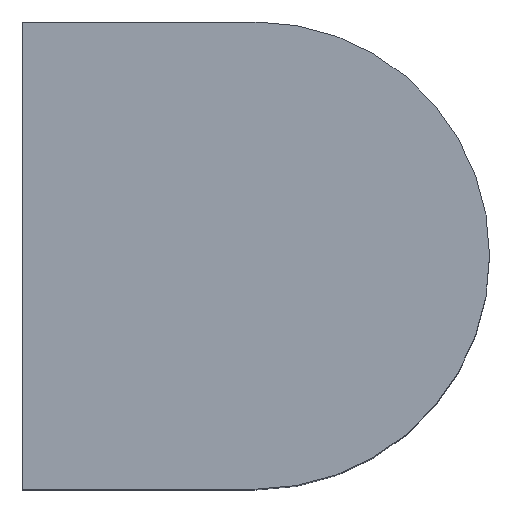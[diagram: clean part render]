
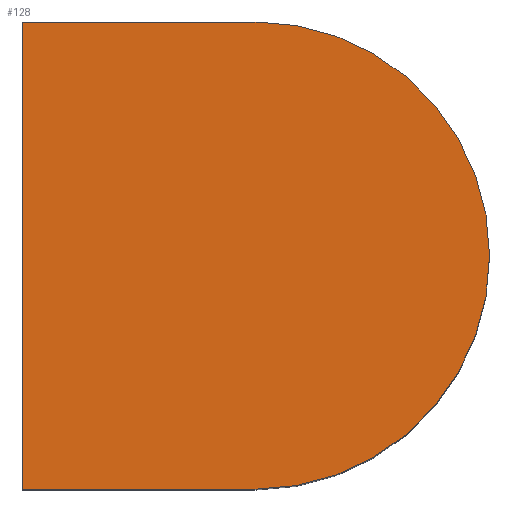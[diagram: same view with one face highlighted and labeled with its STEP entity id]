
A CAD part, top view. The second image highlights one B-rep face of the part: STEP entity #128.
In plain terms, the highlighted planar face has unit normal (0, 0, 1).
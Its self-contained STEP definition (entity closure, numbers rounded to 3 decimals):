
#20=PLANE('',#154);
#28=FACE_OUTER_BOUND('',#37,.T.);
#37=EDGE_LOOP('',(#112,#113,#114,#115));
#42=LINE('',#208,#53);
#45=LINE('',#214,#56);
#49=LINE('',#224,#60);
#53=VECTOR('',#171,10.);
#56=VECTOR('',#176,10.);
#60=VECTOR('',#188,10.);
#64=CIRCLE('',#152,3.);
#69=VERTEX_POINT('',#205);
#70=VERTEX_POINT('',#207);
#72=VERTEX_POINT('',#213);
#74=VERTEX_POINT('',#219);
#80=EDGE_CURVE('',#70,#69,#42,.T.);
#83=EDGE_CURVE('',#72,#70,#45,.T.);
#86=EDGE_CURVE('',#74,#72,#64,.T.);
#89=EDGE_CURVE('',#69,#74,#49,.T.);
#112=ORIENTED_EDGE('',*,*,#89,.T.);
#113=ORIENTED_EDGE('',*,*,#86,.T.);
#114=ORIENTED_EDGE('',*,*,#83,.T.);
#115=ORIENTED_EDGE('',*,*,#80,.T.);
#128=ADVANCED_FACE('',(#28),#20,.T.);
#152=AXIS2_PLACEMENT_3D('',#220,#182,#183);
#154=AXIS2_PLACEMENT_3D('',#225,#189,#190);
#171=DIRECTION('',(0.,-1.,0.));
#176=DIRECTION('',(-1.,0.,0.));
#182=DIRECTION('center_axis',(0.,0.,1.));
#183=DIRECTION('ref_axis',(0.,-1.,0.));
#188=DIRECTION('',(1.,0.,0.));
#189=DIRECTION('center_axis',(0.,0.,1.));
#190=DIRECTION('ref_axis',(1.,0.,0.));
#205=CARTESIAN_POINT('',(0.,-3.,6.5));
#207=CARTESIAN_POINT('',(0.,3.,6.5));
#208=CARTESIAN_POINT('',(0.,-3.,6.5));
#213=CARTESIAN_POINT('',(3.,3.,6.5));
#214=CARTESIAN_POINT('',(0.,3.,6.5));
#219=CARTESIAN_POINT('',(3.,-3.,6.5));
#220=CARTESIAN_POINT('Origin',(3.,0.,6.5));
#224=CARTESIAN_POINT('',(3.,-3.,6.5));
#225=CARTESIAN_POINT('Origin',(3.,0.,6.5));
